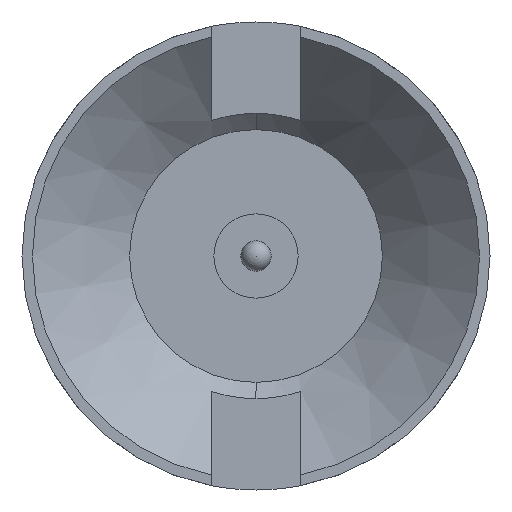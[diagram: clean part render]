
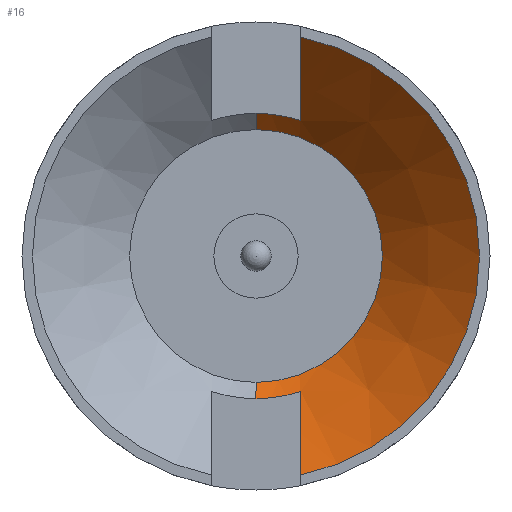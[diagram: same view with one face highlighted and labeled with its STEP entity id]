
A CAD part, left-side view. The second image highlights one B-rep face of the part: STEP entity #16.
In plain terms, the highlighted conical face has half-angle 45 degrees and reference radius 1.587 mm.
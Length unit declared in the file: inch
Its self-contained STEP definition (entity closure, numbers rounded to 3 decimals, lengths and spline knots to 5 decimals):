
#16 = ADVANCED_FACE ( 'NONE', ( #798 ), #1100, .F. ) ;
#22 = VERTEX_POINT ( 'NONE', #867 ) ;
#25 = CARTESIAN_POINT ( 'NONE',  ( 0.00739, -0.022, -0.10075 ) ) ;
#30 = CARTESIAN_POINT ( 'NONE',  ( 0., 0., 0. ) ) ;
#46 = DIRECTION ( 'NONE',  ( 0., 0., -1. ) ) ;
#56 = CARTESIAN_POINT ( 'NONE',  ( 0.048, 0., -0.0625 ) ) ;
#70 = EDGE_LOOP ( 'NONE', ( #1141, #881, #733, #850, #465, #557, #690, #797 ) ) ;
#81 = VERTEX_POINT ( 'NONE', #609 ) ;
#103 = EDGE_CURVE ( 'NONE', #115, #169, #843, .T. ) ;
#115 = VERTEX_POINT ( 'NONE', #536 ) ;
#120 = DIRECTION ( 'NONE',  ( -0.707, 0., 0.707 ) ) ;
#122 = CARTESIAN_POINT ( 'NONE',  ( 0.04, 0., -0.0705 ) ) ;
#126 = CARTESIAN_POINT ( 'NONE',  ( 0.04, -0.022, 0.06698 ) ) ;
#135 = B_SPLINE_CURVE_WITH_KNOTS ( 'NONE', 3,
 ( #1044, #925, #949, #313, #1035, #931, #1123, #483, #474, #754, #391, #226, #126 ),
 .UNSPECIFIED., .F., .F.,
 ( 4, 2, 1, 1, 1, 2, 2, 4 ),
 ( 0., 0.25, 0.375, 0.4375, 0.46875, 0.48438, 0.5, 1. ),
 .UNSPECIFIED. ) ;
#166 = CIRCLE ( 'NONE', #846, 0.0625 ) ;
#167 = CARTESIAN_POINT ( 'NONE',  ( 0.048, 0., 0. ) ) ;
#169 = VERTEX_POINT ( 'NONE', #122 ) ;
#190 = CARTESIAN_POINT ( 'NONE',  ( 0., -0.022, -0.10829 ) ) ;
#212 = DIRECTION ( 'NONE',  ( 1., 0., 0. ) ) ;
#215 = DIRECTION ( 'NONE',  ( -0.707, 0., -0.707 ) ) ;
#221 = VECTOR ( 'NONE', #120, 39.37008 ) ;
#226 = CARTESIAN_POINT ( 'NONE',  ( 0.03422, -0.022, 0.07306 ) ) ;
#232 = DIRECTION ( 'NONE',  ( 0., 0., 1. ) ) ;
#235 = VERTEX_POINT ( 'NONE', #417 ) ;
#252 = VERTEX_POINT ( 'NONE', #309 ) ;
#259 = AXIS2_PLACEMENT_3D ( 'NONE', #167, #530, #232 ) ;
#263 = DIRECTION ( 'NONE',  ( 0., 0., 1. ) ) ;
#289 = CARTESIAN_POINT ( 'NONE',  ( 0.04, -0.022, 0.06698 ) ) ;
#304 = VERTEX_POINT ( 'NONE', #317 ) ;
#309 = CARTESIAN_POINT ( 'NONE',  ( 0., -0.022, 0.10829 ) ) ;
#310 = CIRCLE ( 'NONE', #1057, 0.1105 ) ;
#313 = CARTESIAN_POINT ( 'NONE',  ( 0.01223, -0.022, 0.09577 ) ) ;
#317 = CARTESIAN_POINT ( 'NONE',  ( 0.048, 0., -0.0625 ) ) ;
#326 = EDGE_CURVE ( 'NONE', #304, #169, #865, .T. ) ;
#339 = CARTESIAN_POINT ( 'NONE',  ( 0.02171, -0.022, -0.08603 ) ) ;
#347 = DIRECTION ( 'NONE',  ( 1., 0., 0. ) ) ;
#354 = AXIS2_PLACEMENT_3D ( 'NONE', #355, #976, #263 ) ;
#355 = CARTESIAN_POINT ( 'NONE',  ( 0.04, 0., 0. ) ) ;
#391 = CARTESIAN_POINT ( 'NONE',  ( 0.02758, -0.022, 0.07997 ) ) ;
#404 = LINE ( 'NONE', #760, #221 ) ;
#417 = CARTESIAN_POINT ( 'NONE',  ( 0., -0.022, -0.10829 ) ) ;
#421 = CARTESIAN_POINT ( 'NONE',  ( 0.02331, -0.022, -0.08437 ) ) ;
#455 = EDGE_CURVE ( 'NONE', #115, #235, #712, .T. ) ;
#465 = ORIENTED_EDGE ( 'NONE', *, *, #1113, .F. ) ;
#474 = CARTESIAN_POINT ( 'NONE',  ( 0.0197, -0.022, 0.08809 ) ) ;
#483 = CARTESIAN_POINT ( 'NONE',  ( 0.01932, -0.022, 0.08848 ) ) ;
#497 = CARTESIAN_POINT ( 'NONE',  ( 0.048, 0., 0. ) ) ;
#510 = CARTESIAN_POINT ( 'NONE',  ( 0.02645, -0.022, -0.08112 ) ) ;
#530 = DIRECTION ( 'NONE',  ( -1., 0., 0. ) ) ;
#536 = CARTESIAN_POINT ( 'NONE',  ( 0.04, -0.022, -0.06698 ) ) ;
#557 = ORIENTED_EDGE ( 'NONE', *, *, #838, .T. ) ;
#558 = AXIS2_PLACEMENT_3D ( 'NONE', #1168, #347, #1000 ) ;
#581 = VECTOR ( 'NONE', #215, 39.37008 ) ;
#607 = CARTESIAN_POINT ( 'NONE',  ( 0.02026, -0.022, -0.08751 ) ) ;
#609 = CARTESIAN_POINT ( 'NONE',  ( 0.048, 0., 0.0625 ) ) ;
#642 = EDGE_CURVE ( 'NONE', #81, #304, #166, .T. ) ;
#690 = ORIENTED_EDGE ( 'NONE', *, *, #964, .F. ) ;
#698 = CARTESIAN_POINT ( 'NONE',  ( 0.02101, -0.022, -0.08674 ) ) ;
#712 = B_SPLINE_CURVE_WITH_KNOTS ( 'NONE', 3,
 ( #1079, #813, #722, #1092, #510, #421, #339, #698, #1067, #607, #973, #25, #190 ),
 .UNSPECIFIED., .F., .F.,
 ( 4, 2, 1, 1, 1, 2, 2, 4 ),
 ( 0., 0.25, 0.375, 0.4375, 0.46875, 0.48438, 0.5, 1. ),
 .UNSPECIFIED. ) ;
#722 = CARTESIAN_POINT ( 'NONE',  ( 0.03401, -0.022, -0.07327 ) ) ;
#733 = ORIENTED_EDGE ( 'NONE', *, *, #103, .F. ) ;
#737 = EDGE_CURVE ( 'NONE', #81, #22, #404, .T. ) ;
#754 = CARTESIAN_POINT ( 'NONE',  ( 0.01984, -0.022, 0.08795 ) ) ;
#760 = CARTESIAN_POINT ( 'NONE',  ( 0.048, 0., 0.0625 ) ) ;
#797 = ORIENTED_EDGE ( 'NONE', *, *, #737, .F. ) ;
#798 = FACE_OUTER_BOUND ( 'NONE', #70, .T. ) ;
#813 = CARTESIAN_POINT ( 'NONE',  ( 0.03711, -0.022, -0.07002 ) ) ;
#833 = DIRECTION ( 'NONE',  ( 1., 0., 0. ) ) ;
#838 = EDGE_CURVE ( 'NONE', #252, #1177, #135, .T. ) ;
#843 = CIRCLE ( 'NONE', #558, 0.0705 ) ;
#846 = AXIS2_PLACEMENT_3D ( 'NONE', #497, #212, #46 ) ;
#850 = ORIENTED_EDGE ( 'NONE', *, *, #455, .T. ) ;
#865 = LINE ( 'NONE', #56, #581 ) ;
#867 = CARTESIAN_POINT ( 'NONE',  ( 0.04, 0., 0.0705 ) ) ;
#881 = ORIENTED_EDGE ( 'NONE', *, *, #326, .T. ) ;
#925 = CARTESIAN_POINT ( 'NONE',  ( 0.00369, -0.022, 0.10452 ) ) ;
#931 = CARTESIAN_POINT ( 'NONE',  ( 0.01742, -0.022, 0.09045 ) ) ;
#949 = CARTESIAN_POINT ( 'NONE',  ( 0.00721, -0.022, 0.10092 ) ) ;
#964 = EDGE_CURVE ( 'NONE', #22, #1177, #998, .T. ) ;
#973 = CARTESIAN_POINT ( 'NONE',  ( 0.01408, -0.022, -0.09389 ) ) ;
#976 = DIRECTION ( 'NONE',  ( 1., 0., 0. ) ) ;
#998 = CIRCLE ( 'NONE', #354, 0.0705 ) ;
#1000 = DIRECTION ( 'NONE',  ( 0., 0., 1. ) ) ;
#1035 = CARTESIAN_POINT ( 'NONE',  ( 0.01468, -0.022, 0.09326 ) ) ;
#1044 = CARTESIAN_POINT ( 'NONE',  ( 0., -0.022, 0.10829 ) ) ;
#1057 = AXIS2_PLACEMENT_3D ( 'NONE', #30, #833, #1114 ) ;
#1067 = CARTESIAN_POINT ( 'NONE',  ( 0.02054, -0.022, -0.08722 ) ) ;
#1079 = CARTESIAN_POINT ( 'NONE',  ( 0.04, -0.022, -0.06698 ) ) ;
#1092 = CARTESIAN_POINT ( 'NONE',  ( 0.02902, -0.022, -0.07845 ) ) ;
#1100 = CONICAL_SURFACE ( 'NONE', #259, 0.0625, 0.785 ) ;
#1113 = EDGE_CURVE ( 'NONE', #252, #235, #310, .T. ) ;
#1114 = DIRECTION ( 'NONE',  ( 0., 0., -1. ) ) ;
#1123 = CARTESIAN_POINT ( 'NONE',  ( 0.01876, -0.022, 0.08907 ) ) ;
#1141 = ORIENTED_EDGE ( 'NONE', *, *, #642, .T. ) ;
#1168 = CARTESIAN_POINT ( 'NONE',  ( 0.04, 0., 0. ) ) ;
#1177 = VERTEX_POINT ( 'NONE', #289 ) ;
